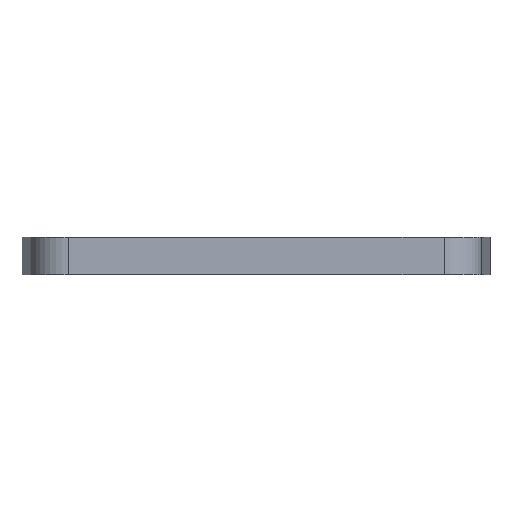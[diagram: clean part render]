
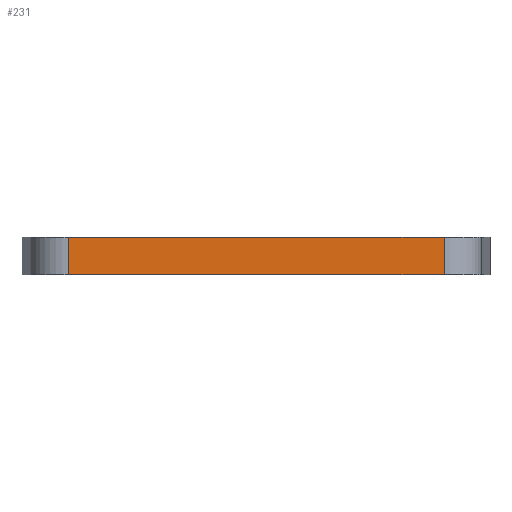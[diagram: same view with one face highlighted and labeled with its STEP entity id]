
A CAD part, front view. The second image highlights one B-rep face of the part: STEP entity #231.
In plain terms, the highlighted planar face has unit normal (0.008, -1, 0).
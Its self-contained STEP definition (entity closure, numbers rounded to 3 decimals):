
#6 = EDGE_CURVE ( 'NONE', #633, #604, #1226, .T. ) ;
#10 = AXIS2_PLACEMENT_3D ( 'NONE', #583, #1037, #466 ) ;
#100 = LINE ( 'NONE', #1230, #648 ) ;
#124 = FACE_OUTER_BOUND ( 'NONE', #877, .T. ) ;
#193 = CARTESIAN_POINT ( 'NONE',  ( 0.317, -31.809, -2.625 ) ) ;
#231 = ADVANCED_FACE ( 'NONE', ( #124 ), #1130, .F. ) ;
#280 = LINE ( 'NONE', #753, #1234 ) ;
#380 = VECTOR ( 'NONE', #976, 1000. ) ;
#399 = EDGE_CURVE ( 'NONE', #1279, #598, #100, .T. ) ;
#420 = CARTESIAN_POINT ( 'NONE',  ( 41.358, -31.474, 4.375 ) ) ;
#425 = CARTESIAN_POINT ( 'NONE',  ( 41.358, -31.474, 0.875 ) ) ;
#454 = DIRECTION ( 'NONE',  ( 1., 0.008, 0. ) ) ;
#466 = DIRECTION ( 'NONE',  ( -1., -0.008, 0. ) ) ;
#509 = DIRECTION ( 'NONE',  ( 0., 0., -1. ) ) ;
#583 = CARTESIAN_POINT ( 'NONE',  ( 111.193, -30.903, 0.875 ) ) ;
#598 = VERTEX_POINT ( 'NONE', #1056 ) ;
#602 = CARTESIAN_POINT ( 'NONE',  ( 111.193, -30.903, -2.625 ) ) ;
#604 = VERTEX_POINT ( 'NONE', #602 ) ;
#633 = VERTEX_POINT ( 'NONE', #1283 ) ;
#648 = VECTOR ( 'NONE', #454, 1000. ) ;
#753 = CARTESIAN_POINT ( 'NONE',  ( 111.193, -30.903, 0.875 ) ) ;
#759 = ORIENTED_EDGE ( 'NONE', *, *, #1108, .F. ) ;
#877 = EDGE_LOOP ( 'NONE', ( #911, #1205, #759, #992 ) ) ;
#879 = LINE ( 'NONE', #425, #1277 ) ;
#911 = ORIENTED_EDGE ( 'NONE', *, *, #1221, .T. ) ;
#976 = DIRECTION ( 'NONE',  ( 1., 0.008, 0. ) ) ;
#992 = ORIENTED_EDGE ( 'NONE', *, *, #399, .F. ) ;
#1037 = DIRECTION ( 'NONE',  ( -0.008, 1., 0. ) ) ;
#1056 = CARTESIAN_POINT ( 'NONE',  ( 111.193, -30.903, 4.375 ) ) ;
#1108 = EDGE_CURVE ( 'NONE', #598, #604, #280, .T. ) ;
#1130 = PLANE ( 'NONE',  #10 ) ;
#1205 = ORIENTED_EDGE ( 'NONE', *, *, #6, .T. ) ;
#1221 = EDGE_CURVE ( 'NONE', #1279, #633, #879, .T. ) ;
#1226 = LINE ( 'NONE', #193, #380 ) ;
#1230 = CARTESIAN_POINT ( 'NONE',  ( 0.317, -31.809, 4.375 ) ) ;
#1234 = VECTOR ( 'NONE', #509, 1000. ) ;
#1277 = VECTOR ( 'NONE', #1451, 1000. ) ;
#1279 = VERTEX_POINT ( 'NONE', #420 ) ;
#1283 = CARTESIAN_POINT ( 'NONE',  ( 41.358, -31.474, -2.625 ) ) ;
#1451 = DIRECTION ( 'NONE',  ( 0., 0., -1. ) ) ;
